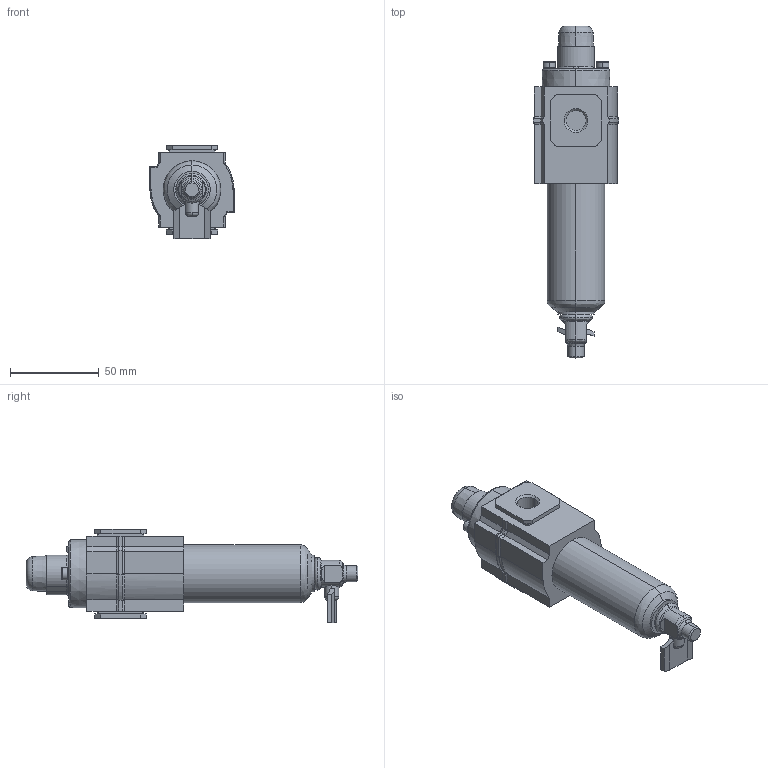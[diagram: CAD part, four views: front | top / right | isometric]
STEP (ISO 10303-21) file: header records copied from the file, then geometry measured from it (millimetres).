
FILE_DESCRIPTION (( 'STEP AP214' ), '1' );
FILE_NAME ('Norgren-F72G-2AD-QT1.STEP', '2020-12-08T13:43:52', ( '' ), ( '' ), 'SwSTEP 2.0', 'SolidWorks 2020', '' );
FILE_SCHEMA (( 'AUTOMOTIVE_DESIGN' ));
Length unit declared in the file: millimetre
Products named in the file (5): F72_ss_41_1-4; F72_ss_08; F72_5797-50; F72_ss_03; Norgren-F72G-2AD-QT1
Assembly tree (4 placements, depth 2):
  Norgren-F72G-2AD-QT1
    F72_ss_41_1-4
    F72_ss_08
    F72_ss_03
    F72_5797-50
Bounding box: 48.4 x 187.1 x 52.83 mm (x, y, z)
Volume: 183057.9 mm3; surface area: 33235.5 mm2
Topology: 5 solids, 5 shells, 251 faces, 598 edges, 370 vertices
Faces by surface type: plane 136, cylinder 57, bspline 31, torus 17, cone 10
Entity records: 9709 total; most frequent: CARTESIAN_POINT 2112, ORIENTED_EDGE 1196, DIRECTION 1150, EDGE_CURVE 598, AXIS2_PLACEMENT_3D 390, VERTEX_POINT 370, LINE 370, VECTOR 370
